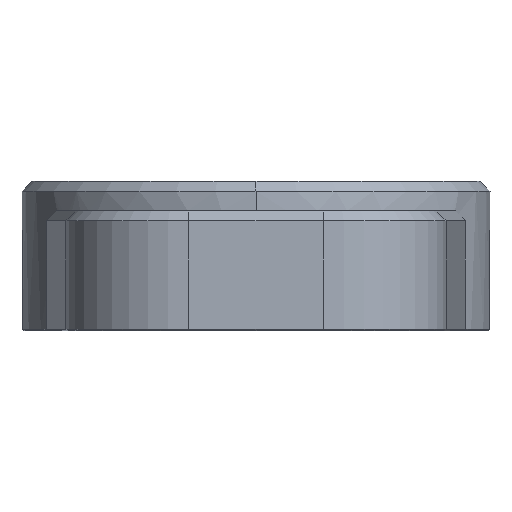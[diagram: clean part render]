
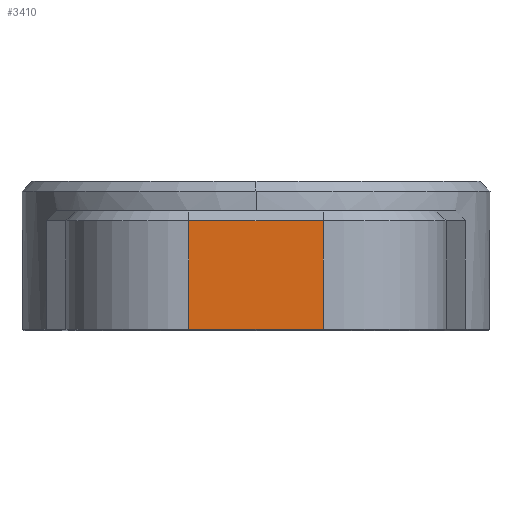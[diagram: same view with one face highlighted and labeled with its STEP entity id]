
A CAD part, left-side view. The second image highlights one B-rep face of the part: STEP entity #3410.
In plain terms, the highlighted planar face has unit normal (-1, 0, 0).
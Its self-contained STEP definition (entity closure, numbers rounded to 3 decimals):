
#2517=CARTESIAN_POINT('Vertex',(-138.,-13.64,-28.05)) ;
#2812=CARTESIAN_POINT('Vertex',(-138.,13.64,-28.05)) ;
#2837=CARTESIAN_POINT('Line Origine',(-138.,0.,-28.05)) ;
#3368=CARTESIAN_POINT('Line Origine',(-138.,-13.64,-16.15)) ;
#3372=CARTESIAN_POINT('Vertex',(-138.,-13.64,-6.)) ;
#3387=CARTESIAN_POINT('Axis2P3D Location',(-138.,-13.64,0.)) ;
#3392=CARTESIAN_POINT('Line Origine',(-138.,13.64,-17.025)) ;
#3396=CARTESIAN_POINT('Vertex',(-138.,13.64,-6.)) ;
#3399=CARTESIAN_POINT('Line Origine',(-138.,0.,-6.)) ;
#2838=DIRECTION('Vector Direction',(0.,-1.,0.)) ;
#3369=DIRECTION('Vector Direction',(0.,0.,1.)) ;
#3388=DIRECTION('Axis2P3D Direction',(-1.,0.,0.)) ;
#3389=DIRECTION('Axis2P3D XDirection',(0.,1.,0.)) ;
#3393=DIRECTION('Vector Direction',(0.,0.,-1.)) ;
#3400=DIRECTION('Vector Direction',(0.,1.,0.)) ;
#3390=AXIS2_PLACEMENT_3D('Plane Axis2P3D',#3387,#3388,#3389) ;
#3405=ORIENTED_EDGE('',*,*,#3398,.T.) ;
#3406=ORIENTED_EDGE('',*,*,#2841,.T.) ;
#3407=ORIENTED_EDGE('',*,*,#3374,.F.) ;
#3408=ORIENTED_EDGE('',*,*,#3403,.F.) ;
#2839=VECTOR('Line Direction',#2838,1.) ;
#3370=VECTOR('Line Direction',#3369,1.) ;
#3394=VECTOR('Line Direction',#3393,1.) ;
#3401=VECTOR('Line Direction',#3400,1.) ;
#3410=ADVANCED_FACE('Hauptk\X2\00F6\X0\rper',(#3409),#3391,.T.) ;
#2841=EDGE_CURVE('',#2813,#2518,#2840,.T.) ;
#3374=EDGE_CURVE('',#3373,#2518,#3371,.F.) ;
#3398=EDGE_CURVE('',#3397,#2813,#3395,.T.) ;
#3403=EDGE_CURVE('',#3397,#3373,#3402,.F.) ;
#3404=EDGE_LOOP('',(#3405,#3406,#3407,#3408)) ;
#3409=FACE_OUTER_BOUND('',#3404,.T.) ;
#2840=LINE('Line',#2837,#2839) ;
#3371=LINE('Line',#3368,#3370) ;
#3395=LINE('Line',#3392,#3394) ;
#3402=LINE('Line',#3399,#3401) ;
#3391=PLANE('',#3390) ;
#2518=VERTEX_POINT('',#2517) ;
#2813=VERTEX_POINT('',#2812) ;
#3373=VERTEX_POINT('',#3372) ;
#3397=VERTEX_POINT('',#3396) ;
